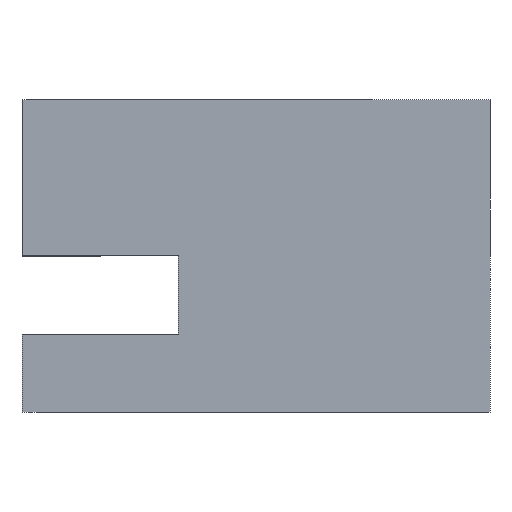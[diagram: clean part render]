
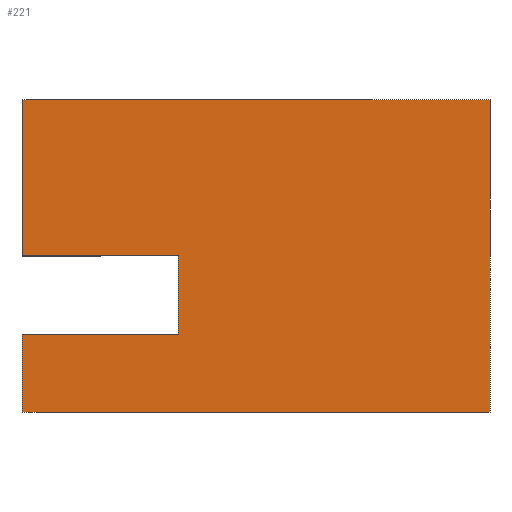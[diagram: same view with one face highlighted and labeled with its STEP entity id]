
A CAD part, front view. The second image highlights one B-rep face of the part: STEP entity #221.
In plain terms, the highlighted planar face has unit normal (0, -1, 0).
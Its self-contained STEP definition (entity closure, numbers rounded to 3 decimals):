
#9 = CARTESIAN_POINT ( 'NONE',  ( -60., 0., 20. ) ) ;
#17 = CARTESIAN_POINT ( 'NONE',  ( -60., 0., 10. ) ) ;
#19 = CARTESIAN_POINT ( 'NONE',  ( -60., 0., 40. ) ) ;
#23 = LINE ( 'NONE', #113, #244 ) ;
#25 = DIRECTION ( 'NONE',  ( 1., 0., 0. ) ) ;
#27 = EDGE_CURVE ( 'NONE', #480, #544, #460, .T. ) ;
#29 = LINE ( 'NONE', #63, #518 ) ;
#33 = CARTESIAN_POINT ( 'NONE',  ( -60., 0., 40. ) ) ;
#36 = CARTESIAN_POINT ( 'NONE',  ( -60., 0., 40. ) ) ;
#46 = VECTOR ( 'NONE', #64, 1000. ) ;
#58 = ORIENTED_EDGE ( 'NONE', *, *, #181, .T. ) ;
#63 = CARTESIAN_POINT ( 'NONE',  ( 0., 0., 40. ) ) ;
#64 = DIRECTION ( 'NONE',  ( 0., 0., -1. ) ) ;
#82 = VERTEX_POINT ( 'NONE', #478 ) ;
#86 = LINE ( 'NONE', #202, #565 ) ;
#97 = CARTESIAN_POINT ( 'NONE',  ( -60., 0., 20. ) ) ;
#108 = EDGE_CURVE ( 'NONE', #544, #112, #449, .T. ) ;
#112 = VERTEX_POINT ( 'NONE', #530 ) ;
#113 = CARTESIAN_POINT ( 'NONE',  ( 0., 0., 40. ) ) ;
#149 = DIRECTION ( 'NONE',  ( 0., 0., -1. ) ) ;
#157 = EDGE_CURVE ( 'NONE', #264, #158, #23, .T. ) ;
#158 = VERTEX_POINT ( 'NONE', #573 ) ;
#162 = LINE ( 'NONE', #19, #371 ) ;
#165 = EDGE_CURVE ( 'NONE', #264, #480, #363, .T. ) ;
#178 = VECTOR ( 'NONE', #149, 1000. ) ;
#181 = EDGE_CURVE ( 'NONE', #82, #219, #86, .T. ) ;
#184 = EDGE_CURVE ( 'NONE', #549, #82, #162, .T. ) ;
#202 = CARTESIAN_POINT ( 'NONE',  ( 0., 0., 0. ) ) ;
#219 = VERTEX_POINT ( 'NONE', #475 ) ;
#221 = ADVANCED_FACE ( 'NONE', ( #312 ), #386, .F. ) ;
#226 = ORIENTED_EDGE ( 'NONE', *, *, #27, .T. ) ;
#233 = EDGE_CURVE ( 'NONE', #158, #219, #29, .T. ) ;
#244 = VECTOR ( 'NONE', #286, 1000. ) ;
#264 = VERTEX_POINT ( 'NONE', #36 ) ;
#286 = DIRECTION ( 'NONE',  ( 1., 0., 0. ) ) ;
#303 = LINE ( 'NONE', #501, #370 ) ;
#312 = FACE_OUTER_BOUND ( 'NONE', #515, .T. ) ;
#338 = DIRECTION ( 'NONE',  ( 0., 0., -1. ) ) ;
#347 = CARTESIAN_POINT ( 'NONE',  ( 0., 0., 40. ) ) ;
#363 = LINE ( 'NONE', #33, #178 ) ;
#370 = VECTOR ( 'NONE', #552, 1000. ) ;
#371 = VECTOR ( 'NONE', #442, 1000. ) ;
#384 = CARTESIAN_POINT ( 'NONE',  ( -40., 0., 10. ) ) ;
#386 = PLANE ( 'NONE',  #457 ) ;
#394 = DIRECTION ( 'NONE',  ( 0., 1., 0. ) ) ;
#408 = ORIENTED_EDGE ( 'NONE', *, *, #233, .F. ) ;
#427 = DIRECTION ( 'NONE',  ( 1., 0., 0. ) ) ;
#442 = DIRECTION ( 'NONE',  ( 0., 0., -1. ) ) ;
#449 = LINE ( 'NONE', #384, #46 ) ;
#453 = ORIENTED_EDGE ( 'NONE', *, *, #157, .F. ) ;
#454 = CARTESIAN_POINT ( 'NONE',  ( -40., 0., 20. ) ) ;
#457 = AXIS2_PLACEMENT_3D ( 'NONE', #347, #394, #471 ) ;
#460 = LINE ( 'NONE', #97, #527 ) ;
#471 = DIRECTION ( 'NONE',  ( 0., 0., 1. ) ) ;
#472 = ORIENTED_EDGE ( 'NONE', *, *, #184, .T. ) ;
#473 = ORIENTED_EDGE ( 'NONE', *, *, #165, .T. ) ;
#475 = CARTESIAN_POINT ( 'NONE',  ( 0., 0., 0. ) ) ;
#478 = CARTESIAN_POINT ( 'NONE',  ( -60., 0., 0. ) ) ;
#480 = VERTEX_POINT ( 'NONE', #9 ) ;
#501 = CARTESIAN_POINT ( 'NONE',  ( -60., 0., 10. ) ) ;
#513 = ORIENTED_EDGE ( 'NONE', *, *, #108, .T. ) ;
#515 = EDGE_LOOP ( 'NONE', ( #513, #557, #472, #58, #408, #453, #473, #226 ) ) ;
#518 = VECTOR ( 'NONE', #338, 1000. ) ;
#527 = VECTOR ( 'NONE', #427, 1000. ) ;
#529 = EDGE_CURVE ( 'NONE', #112, #549, #303, .T. ) ;
#530 = CARTESIAN_POINT ( 'NONE',  ( -40., 0., 10. ) ) ;
#544 = VERTEX_POINT ( 'NONE', #454 ) ;
#549 = VERTEX_POINT ( 'NONE', #17 ) ;
#552 = DIRECTION ( 'NONE',  ( -1., 0., 0. ) ) ;
#557 = ORIENTED_EDGE ( 'NONE', *, *, #529, .T. ) ;
#565 = VECTOR ( 'NONE', #25, 1000. ) ;
#573 = CARTESIAN_POINT ( 'NONE',  ( 0., 0., 40. ) ) ;
